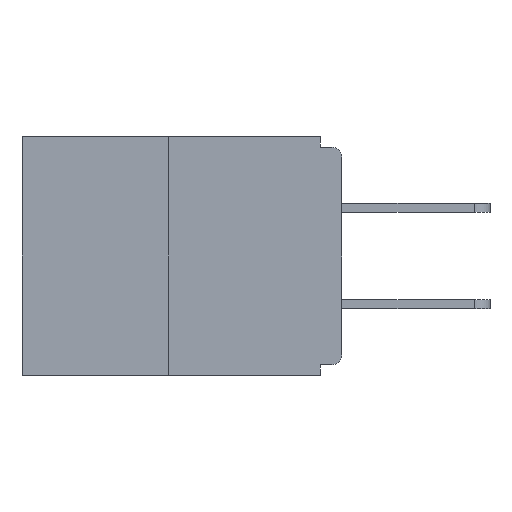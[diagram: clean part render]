
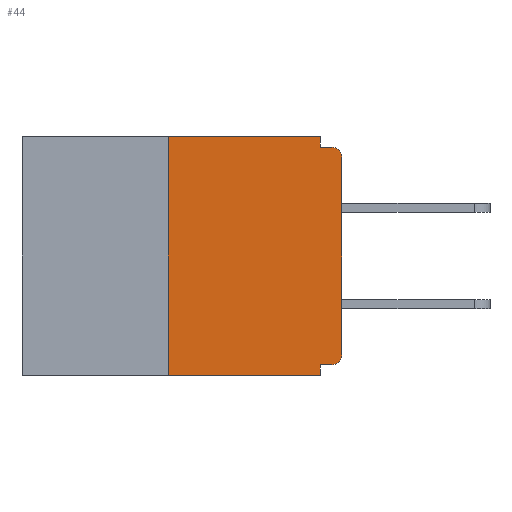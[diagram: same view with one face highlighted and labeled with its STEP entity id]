
A CAD part, left-side view. The second image highlights one B-rep face of the part: STEP entity #44.
In plain terms, the highlighted planar face has unit normal (-1, 0, 0).
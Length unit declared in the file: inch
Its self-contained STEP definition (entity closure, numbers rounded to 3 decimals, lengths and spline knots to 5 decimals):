
#17 = ORIENTED_EDGE ( 'NONE', *, *, #4714, .F. ) ;
#44 = ADVANCED_FACE ( 'NONE', ( #9130 ), #5058, .F. ) ;
#129 = CARTESIAN_POINT ( 'NONE',  ( 0., 0.031, 0. ) ) ;
#470 = DIRECTION ( 'NONE',  ( 0., -1., 0. ) ) ;
#978 = CIRCLE ( 'NONE', #11197, 0.015 ) ;
#988 = LINE ( 'NONE', #8828, #4555 ) ;
#1243 = VERTEX_POINT ( 'NONE', #8349 ) ;
#1521 = EDGE_CURVE ( 'NONE', #10604, #1243, #6870, .T. ) ;
#1727 = CARTESIAN_POINT ( 'NONE',  ( 0., 0.031, 0. ) ) ;
#1774 = AXIS2_PLACEMENT_3D ( 'NONE', #9479, #9398, #5674 ) ;
#2017 = EDGE_CURVE ( 'NONE', #3933, #5001, #5432, .T. ) ;
#2051 = EDGE_CURVE ( 'NONE', #8252, #6377, #7586, .T. ) ;
#2091 = CARTESIAN_POINT ( 'NONE',  ( 0., 0.25, 0. ) ) ;
#2485 = CARTESIAN_POINT ( 'NONE',  ( 0., 0.031, -0.328 ) ) ;
#2521 = VERTEX_POINT ( 'NONE', #2091 ) ;
#2826 = ORIENTED_EDGE ( 'NONE', *, *, #7403, .F. ) ;
#2925 = ORIENTED_EDGE ( 'NONE', *, *, #2051, .T. ) ;
#2981 = AXIS2_PLACEMENT_3D ( 'NONE', #7790, #4970, #5902 ) ;
#3198 = LINE ( 'NONE', #6084, #6242 ) ;
#3866 = LINE ( 'NONE', #6642, #11434 ) ;
#3933 = VERTEX_POINT ( 'NONE', #2485 ) ;
#4008 = CIRCLE ( 'NONE', #1774, 0.015 ) ;
#4118 = CARTESIAN_POINT ( 'NONE',  ( 0., 0.25, -0.343 ) ) ;
#4179 = EDGE_CURVE ( 'NONE', #5953, #2521, #9236, .T. ) ;
#4218 = DIRECTION ( 'NONE',  ( -1., 0., 0. ) ) ;
#4313 = CARTESIAN_POINT ( 'NONE',  ( 0., 0.031, -0.343 ) ) ;
#4503 = CARTESIAN_POINT ( 'NONE',  ( 0., 0., -0.015 ) ) ;
#4555 = VECTOR ( 'NONE', #5984, 39.37008 ) ;
#4682 = EDGE_LOOP ( 'NONE', ( #10042, #7501, #7470, #10206, #17, #10555, #2925, #10967, #2826, #7567 ) ) ;
#4714 = EDGE_CURVE ( 'NONE', #8794, #3933, #988, .T. ) ;
#4970 = DIRECTION ( 'NONE',  ( 1., 0., 0. ) ) ;
#5001 = VERTEX_POINT ( 'NONE', #8308 ) ;
#5058 = PLANE ( 'NONE',  #2981 ) ;
#5216 = DIRECTION ( 'NONE',  ( 0., 0., 1. ) ) ;
#5369 = EDGE_CURVE ( 'NONE', #8794, #8252, #978, .T. ) ;
#5432 = LINE ( 'NONE', #4313, #6434 ) ;
#5433 = VECTOR ( 'NONE', #6903, 39.37008 ) ;
#5586 = CARTESIAN_POINT ( 'NONE',  ( 0., 0.015, -0.015 ) ) ;
#5600 = CARTESIAN_POINT ( 'NONE',  ( 0., 0.015, -0.328 ) ) ;
#5674 = DIRECTION ( 'NONE',  ( 0., 0., -1. ) ) ;
#5902 = DIRECTION ( 'NONE',  ( 0., 0., -1. ) ) ;
#5953 = VERTEX_POINT ( 'NONE', #4118 ) ;
#5984 = DIRECTION ( 'NONE',  ( 0., 1., 0. ) ) ;
#6083 = LINE ( 'NONE', #4503, #10724 ) ;
#6084 = CARTESIAN_POINT ( 'NONE',  ( 0., 0.46, -0.343 ) ) ;
#6242 = VECTOR ( 'NONE', #9911, 39.37008 ) ;
#6377 = VERTEX_POINT ( 'NONE', #7746 ) ;
#6434 = VECTOR ( 'NONE', #8065, 39.37008 ) ;
#6642 = CARTESIAN_POINT ( 'NONE',  ( 0., 0.46, 0. ) ) ;
#6870 = LINE ( 'NONE', #1727, #11121 ) ;
#6903 = DIRECTION ( 'NONE',  ( 0., 0., 1. ) ) ;
#7087 = CARTESIAN_POINT ( 'NONE',  ( 0., 0., 0. ) ) ;
#7403 = EDGE_CURVE ( 'NONE', #1243, #7731, #6083, .T. ) ;
#7470 = ORIENTED_EDGE ( 'NONE', *, *, #9092, .T. ) ;
#7501 = ORIENTED_EDGE ( 'NONE', *, *, #4179, .F. ) ;
#7505 = CARTESIAN_POINT ( 'NONE',  ( 0., 0., -0.313 ) ) ;
#7567 = ORIENTED_EDGE ( 'NONE', *, *, #1521, .F. ) ;
#7586 = LINE ( 'NONE', #7087, #11092 ) ;
#7731 = VERTEX_POINT ( 'NONE', #5586 ) ;
#7746 = CARTESIAN_POINT ( 'NONE',  ( 0., 0., -0.03 ) ) ;
#7790 = CARTESIAN_POINT ( 'NONE',  ( 0., 0.46, 0. ) ) ;
#8065 = DIRECTION ( 'NONE',  ( 0., 0., -1. ) ) ;
#8252 = VERTEX_POINT ( 'NONE', #7505 ) ;
#8308 = CARTESIAN_POINT ( 'NONE',  ( 0., 0.031, -0.343 ) ) ;
#8349 = CARTESIAN_POINT ( 'NONE',  ( 0., 0.031, -0.015 ) ) ;
#8756 = CARTESIAN_POINT ( 'NONE',  ( 0., 0.25, 0. ) ) ;
#8794 = VERTEX_POINT ( 'NONE', #5600 ) ;
#8828 = CARTESIAN_POINT ( 'NONE',  ( 0., 0., -0.328 ) ) ;
#9092 = EDGE_CURVE ( 'NONE', #5953, #5001, #3198, .T. ) ;
#9130 = FACE_OUTER_BOUND ( 'NONE', #4682, .T. ) ;
#9236 = LINE ( 'NONE', #8756, #5433 ) ;
#9398 = DIRECTION ( 'NONE',  ( -1., 0., 0. ) ) ;
#9479 = CARTESIAN_POINT ( 'NONE',  ( 0., 0.015, -0.03 ) ) ;
#9485 = DIRECTION ( 'NONE',  ( 0., -1., 0. ) ) ;
#9801 = CARTESIAN_POINT ( 'NONE',  ( 0., 0.015, -0.313 ) ) ;
#9911 = DIRECTION ( 'NONE',  ( 0., -1., 0. ) ) ;
#10042 = ORIENTED_EDGE ( 'NONE', *, *, #10657, .F. ) ;
#10206 = ORIENTED_EDGE ( 'NONE', *, *, #2017, .F. ) ;
#10555 = ORIENTED_EDGE ( 'NONE', *, *, #5369, .T. ) ;
#10604 = VERTEX_POINT ( 'NONE', #129 ) ;
#10657 = EDGE_CURVE ( 'NONE', #2521, #10604, #3866, .T. ) ;
#10724 = VECTOR ( 'NONE', #470, 39.37008 ) ;
#10967 = ORIENTED_EDGE ( 'NONE', *, *, #11474, .T. ) ;
#11059 = DIRECTION ( 'NONE',  ( 0., 0., -1. ) ) ;
#11092 = VECTOR ( 'NONE', #5216, 39.37008 ) ;
#11121 = VECTOR ( 'NONE', #11059, 39.37008 ) ;
#11197 = AXIS2_PLACEMENT_3D ( 'NONE', #9801, #4218, #11353 ) ;
#11353 = DIRECTION ( 'NONE',  ( 0., 0., -1. ) ) ;
#11434 = VECTOR ( 'NONE', #9485, 39.37008 ) ;
#11474 = EDGE_CURVE ( 'NONE', #6377, #7731, #4008, .T. ) ;
